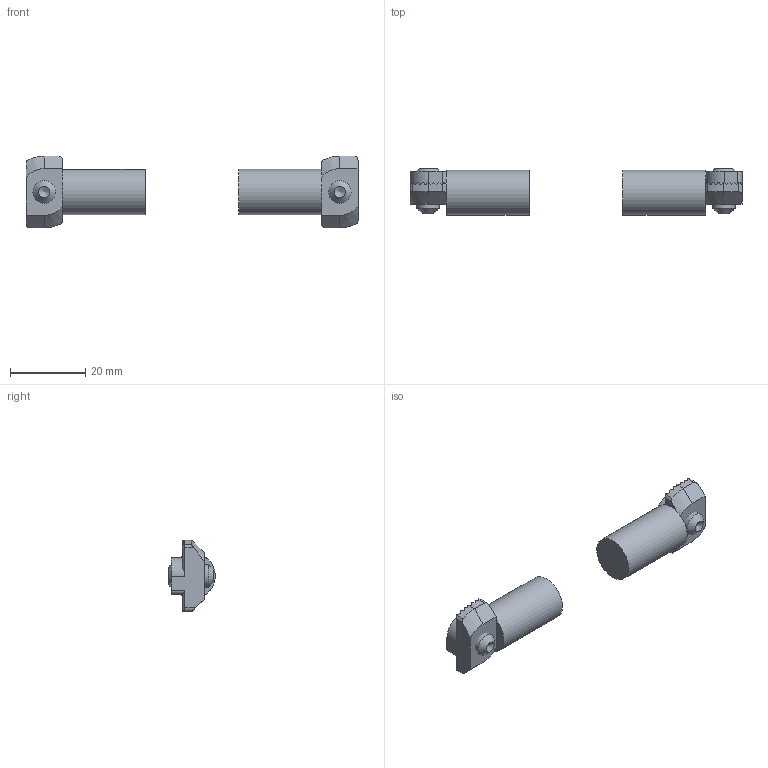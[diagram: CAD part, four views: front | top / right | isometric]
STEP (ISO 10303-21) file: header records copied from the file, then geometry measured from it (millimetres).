
FILE_DESCRIPTION(/* description */ (''),/* implementation_level */ '2;1');
FILE_NAME(/* name */ '82272_KriTec_Schlittenanschlag_10_Raster_40_45_50_60.stp',/* time_stamp */ '2023-01-26T15:20:11+01:00',/* author */ ('Nell'),/* organization */ (''),/* preprocessor_version */ 'ST-DEVELOPER v17',/* originating_system */ 'Autodesk Inventor 2018',/* authorisation */ '');
FILE_SCHEMA (('AUTOMOTIVE_DESIGN { 1 0 10303 214 3 1 1 }'));
Length unit declared in the file: millimetre
Products named in the file (4): 82272_KriTec_Schlittenanschlag_10_Raster_40_45_50_60; 81016; 11835; 82272
Assembly tree (6 placements, depth 2):
  82272_KriTec_Schlittenanschlag_10_Raster_40_45_50_60
    81016  x2
    11835  x2
    82272  x2
Bounding box: 88.28 x 12.38 x 19 mm (x, y, z)
Volume: 7511.8 mm3; surface area: 4384.8 mm2
Topology: 6 solids, 6 shells, 144 faces, 372 edges, 238 vertices
Faces by surface type: plane 106, cylinder 26, cone 12
Full cylindrical faces by diameter (mm): 4.917 x2, 6 x2, 12 x2
Entity records: 2384 total; most frequent: DIRECTION 413, CARTESIAN_POINT 407, ORIENTED_EDGE 368, EDGE_CURVE 184, AXIS2_PLACEMENT_3D 151, VERTEX_POINT 119, LINE 111, VECTOR 111
